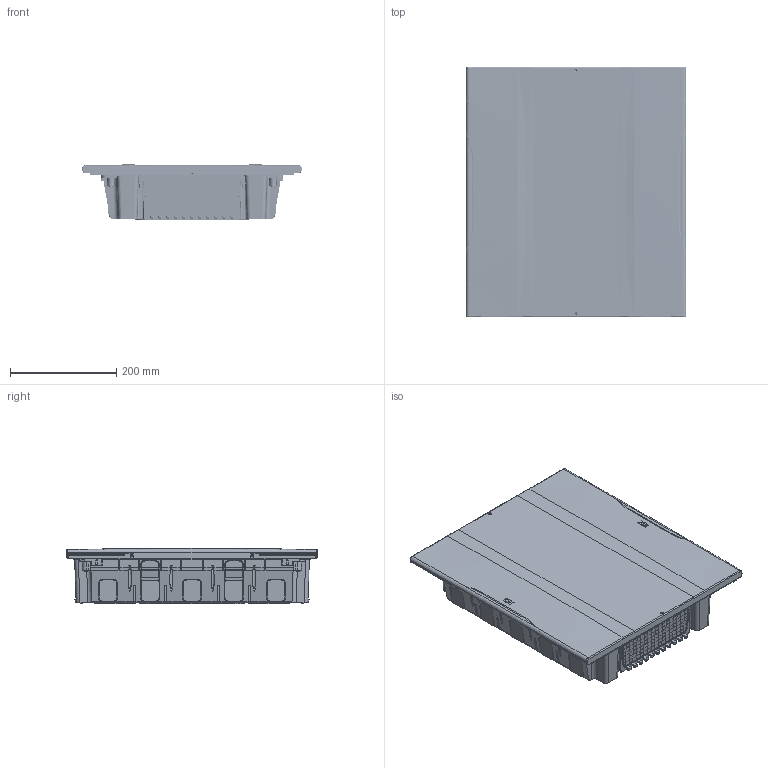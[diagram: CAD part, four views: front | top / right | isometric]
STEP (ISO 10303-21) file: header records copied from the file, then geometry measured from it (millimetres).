
FILE_DESCRIPTION (( 'STEP AP203' ), '1' );
FILE_NAME ('KR5-KP23-V-41 KREPTA 5 Êîðïóñ ïë ìóëüòèìåä âñòð 470õ410ìì IEK.STEP', '2023-06-30T09:17:55', ( '' ), ( '' ), 'SwSTEP 2.0', 'SolidWorks 2022', '' );
FILE_SCHEMA (( 'CONFIG_CONTROL_DESIGN' ));
Products named in the file (1): KR5-KP23-V-41 KREPTA 5 Корпус пл мультимед встр 470х410мм IEK
Bounding box: 414.38 x 472.14 x 104.03 mm (x, y, z)
Volume: 1506828.4 mm3; surface area: 1405897.6 mm2
Topology: 9 solids, 9 shells, 7483 faces, 19873 edges, 12248 vertices
Faces by surface type: plane 4555, cylinder 1095, bspline 925, cone 604, torus 236, sphere 68
Entity records: 276850 total; most frequent: CARTESIAN_POINT 105188, ORIENTED_EDGE 39658, DIRECTION 30698, EDGE_CURVE 19829, VERTEX_POINT 12248, LINE 12112, VECTOR 12112, AXIS2_PLACEMENT_3D 9293
